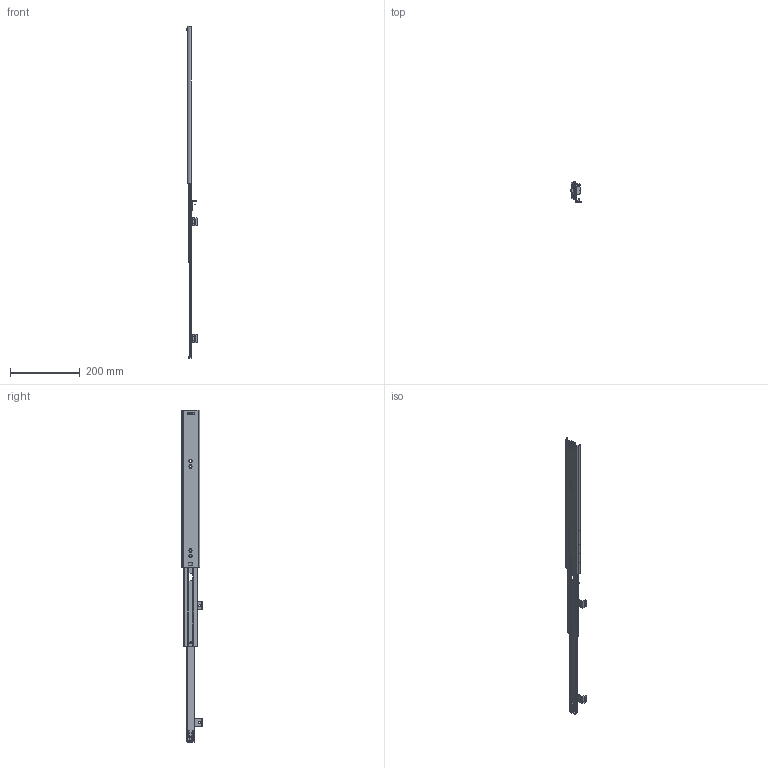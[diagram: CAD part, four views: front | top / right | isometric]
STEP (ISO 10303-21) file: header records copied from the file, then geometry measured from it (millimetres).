
FILE_DESCRIPTION(/* description */ ('Überauszug Serie 036 450x500 rechts'),/* implementation_level */ '2;1');
FILE_NAME(/* name */ '07000060008.stp',/* time_stamp */ '2020-07-02T09:52:18+02:00',/* author */ ('Dennis Bruder'),/* organization */ (''),/* preprocessor_version */ 'ST-DEVELOPER v18',/* originating_system */ 'Autodesk Inventor 2020',/* authorisation */ '');
FILE_SCHEMA (('AUTOMOTIVE_DESIGN { 1 0 10303 214 3 1 1 }'));
Products named in the file (1): 07000060008
Bounding box: 29.5 x 60.25 x 950 mm (x, y, z)
Volume: 138174.6 mm3; surface area: 205211.6 mm2
Topology: 64 solids, 64 shells, 3025 faces, 8912 edges, 5859 vertices
Faces by surface type: plane 1347, cylinder 766, cone 396, bspline 248, torus 210, sphere 58
Full cylindrical faces by diameter (mm): 1 x8, 1.5 x2, 2.3 x2, 3.5 x2, 4 x2, 4.1 x9, 4.5 x6, 4.6 x7, 5 x6, 5.5 x1, 5.9 x3, 6 x6, 8 x3, 8.2 x1
Entity records: 119820 total; most frequent: CARTESIAN_POINT 39929, ORIENTED_EDGE 17608, DIRECTION 14455, EDGE_CURVE 8804, VERTEX_POINT 5859, AXIS2_PLACEMENT_3D 5129, LINE 4197, VECTOR 4197
